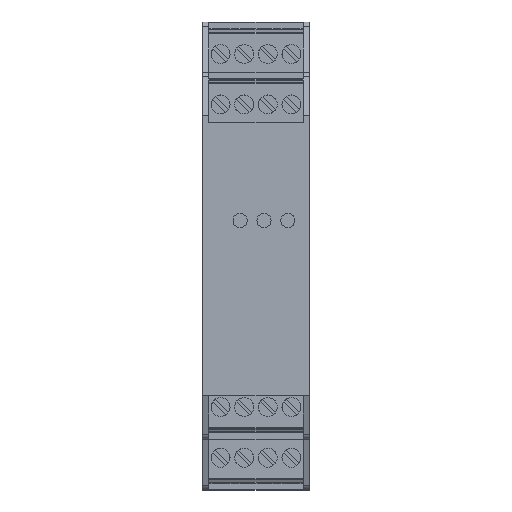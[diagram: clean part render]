
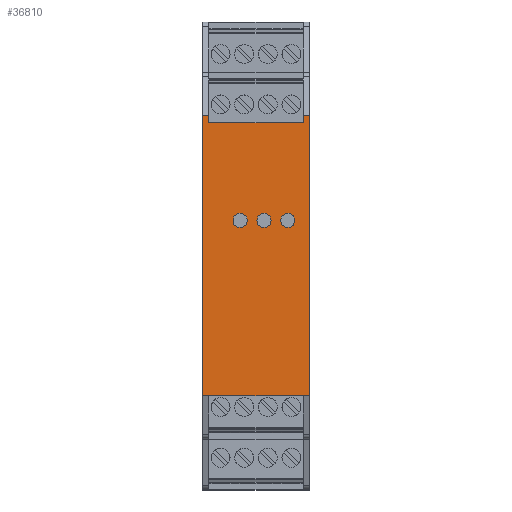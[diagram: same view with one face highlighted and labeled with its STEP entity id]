
A CAD part, top view. The second image highlights one B-rep face of the part: STEP entity #36810.
In plain terms, the highlighted face is planar.
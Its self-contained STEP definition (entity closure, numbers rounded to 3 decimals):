
#1430=CARTESIAN_POINT('',(-29.6,107.,22.6));
#1440=VERTEX_POINT('',#1430);
#1470=CARTESIAN_POINT('',(0.,107.,22.6));
#1480=DIRECTION('',(1.,0.,0.));
#1490=VECTOR('',#1480,1.);
#1500=LINE('',#1470,#1490);
#1510=CARTESIAN_POINT('',(29.6,107.,22.6));
#1520=VERTEX_POINT('',#1510);
#1530=EDGE_CURVE('',#1440,#1520,#1500,.T.);
#3640=CARTESIAN_POINT('',(29.6,107.,
0.));
#3650=VERTEX_POINT('',#3640);
#3680=CARTESIAN_POINT('',(0.,107.,
0.));
#3690=DIRECTION('',(-1.,0.,0.));
#3700=VECTOR('',#3690,1.);
#3710=LINE('',#3680,#3700);
#3720=CARTESIAN_POINT('',(-29.6,107.,0.));
#3730=VERTEX_POINT('',#3720);
#3740=EDGE_CURVE('',#3650,#3730,#3710,.T.);
#8150=CARTESIAN_POINT('',(29.6,107.,
21.3));
#8160=VERTEX_POINT('',#8150);
#8210=CARTESIAN_POINT('',(0.,107.,
21.3));
#8220=DIRECTION('',(1.,0.,0.));
#8230=VECTOR('',#8220,1.);
#8240=LINE('',#8210,#8230);
#8250=CARTESIAN_POINT('',(28.1,107.,
21.3));
#8260=VERTEX_POINT('',#8250);
#8270=EDGE_CURVE('',#8260,#8160,#8240,.T.);
#10290=CARTESIAN_POINT('',(28.1,107.,
1.3));
#10300=VERTEX_POINT('',#10290);
#10330=CARTESIAN_POINT('',(0.,107.,
1.3));
#10340=DIRECTION('',(1.,0.,0.));
#10350=VECTOR('',#10340,1.);
#10360=LINE('',#10330,#10350);
#10370=CARTESIAN_POINT('',(29.6,107.,
1.3));
#10380=VERTEX_POINT('',#10370);
#10390=EDGE_CURVE('',#10300,#10380,#10360,.T.);
#22530=CARTESIAN_POINT('',(28.1,107.,26.4));
#22540=DIRECTION('',(0.,0.,1.));
#22550=VECTOR('',#22540,1.);
#22560=LINE('',#22530,#22550);
#22570=EDGE_CURVE('',#10300,#8260,#22560,.T.);
#33530=CARTESIAN_POINT('',(-29.6,107.,
1.3));
#33540=VERTEX_POINT('',#33530);
#35860=CARTESIAN_POINT('',(-29.6,107.,
21.3));
#35870=VERTEX_POINT('',#35860);
#35900=CARTESIAN_POINT('',(-29.6,107.,26.4));
#35910=DIRECTION('',(0.,0.,-1.));
#35920=VECTOR('',#35910,1.);
#35930=LINE('',#35900,#35920);
#35940=EDGE_CURVE('',#1440,#35870,#35930,.T.);
#36070=CARTESIAN_POINT('',(29.6,107.,22.6));
#36080=DIRECTION('',(-0.,1.,0.));
#36090=DIRECTION('',(1.,0.,0.));
#36100=AXIS2_PLACEMENT_3D('',#36070,#36080,#36090);
#36110=PLANE('',#36100);
#36120=CARTESIAN_POINT('',(7.46,107.,12.99));
#36130=DIRECTION('',(0.,1.,0.));
#36140=DIRECTION('',(1.,0.,0.));
#36150=AXIS2_PLACEMENT_3D('',#36120,#36130,#36140);
#36160=CIRCLE('',#36150,1.5);
#36170=CARTESIAN_POINT('',(8.96,107.,12.99));
#36180=VERTEX_POINT('',#36170);
#36190=CARTESIAN_POINT('',(5.96,107.,12.99));
#36200=VERTEX_POINT('',#36190);
#36210=EDGE_CURVE('',#36180,#36200,#36160,.T.);
#36220=ORIENTED_EDGE('',*,*,#36210,.F.);
#36230=EDGE_CURVE('',#36200,#36180,#36160,.T.);
#36240=ORIENTED_EDGE('',*,*,#36230,.F.);
#36250=EDGE_LOOP('',(#36240,#36220));
#36260=FACE_BOUND('',#36250,.T.);
#36270=CARTESIAN_POINT('',(7.46,107.,
7.94));
#36280=DIRECTION('',(0.,1.,0.));
#36290=DIRECTION('',(1.,0.,0.));
#36300=AXIS2_PLACEMENT_3D('',#36270,#36280,#36290);
#36310=CIRCLE('',#36300,1.5);
#36320=CARTESIAN_POINT('',(8.96,107.,
7.94));
#36330=VERTEX_POINT('',#36320);
#36340=CARTESIAN_POINT('',(5.96,107.,
7.94));
#36350=VERTEX_POINT('',#36340);
#36360=EDGE_CURVE('',#36330,#36350,#36310,.T.);
#36370=ORIENTED_EDGE('',*,*,#36360,.F.);
#36380=EDGE_CURVE('',#36350,#36330,#36310,.T.);
#36390=ORIENTED_EDGE('',*,*,#36380,.F.);
#36400=EDGE_LOOP('',(#36390,#36370));
#36410=FACE_BOUND('',#36400,.T.);
#36420=CARTESIAN_POINT('',(7.46,107.,18.04));
#36430=DIRECTION('',(0.,1.,0.));
#36440=DIRECTION('',(1.,0.,0.));
#36450=AXIS2_PLACEMENT_3D('',#36420,#36430,#36440);
#36460=CIRCLE('',#36450,1.5);
#36470=CARTESIAN_POINT('',(8.96,107.,18.04));
#36480=VERTEX_POINT('',#36470);
#36490=CARTESIAN_POINT('',(5.96,107.,18.04));
#36500=VERTEX_POINT('',#36490);
#36510=EDGE_CURVE('',#36480,#36500,#36460,.T.);
#36520=ORIENTED_EDGE('',*,*,#36510,.F.);
#36530=EDGE_CURVE('',#36500,#36480,#36460,.T.);
#36540=ORIENTED_EDGE('',*,*,#36530,.F.);
#36550=EDGE_LOOP('',(#36540,#36520));
#36560=FACE_BOUND('',#36550,.T.);
#36570=ORIENTED_EDGE('',*,*,#35940,.F.);
#36580=CARTESIAN_POINT('',(-29.6,107.,26.4));
#36590=DIRECTION('',(0.,0.,-1.));
#36600=VECTOR('',#36590,1.);
#36610=LINE('',#36580,#36600);
#36620=EDGE_CURVE('',#35870,#33540,#36610,.T.);
#36630=ORIENTED_EDGE('',*,*,#36620,.F.);
#36640=EDGE_CURVE('',#33540,#3730,#35930,.T.);
#36650=ORIENTED_EDGE('',*,*,#36640,.F.);
#36660=ORIENTED_EDGE('',*,*,#3740,.T.);
#36670=CARTESIAN_POINT('',(29.6,107.,26.4));
#36680=DIRECTION('',(0.,0.,-1.));
#36690=VECTOR('',#36680,1.);
#36700=LINE('',#36670,#36690);
#36710=EDGE_CURVE('',#10380,#3650,#36700,.T.);
#36720=ORIENTED_EDGE('',*,*,#36710,.T.);
#36730=ORIENTED_EDGE('',*,*,#10390,.T.);
#36740=ORIENTED_EDGE('',*,*,#22570,.F.);
#36750=ORIENTED_EDGE('',*,*,#8270,.F.);
#36760=EDGE_CURVE('',#1520,#8160,#36700,.T.);
#36770=ORIENTED_EDGE('',*,*,#36760,.T.);
#36780=ORIENTED_EDGE('',*,*,#1530,.T.);
#36790=EDGE_LOOP('',(#36780,#36770,#36750,#36740,#36730,#36720,#36660,
#36650,#36630,#36570));
#36800=FACE_OUTER_BOUND('',#36790,.T.);
#36810=ADVANCED_FACE('',(#36260,#36410,#36560,#36800),#36110,.T.);
